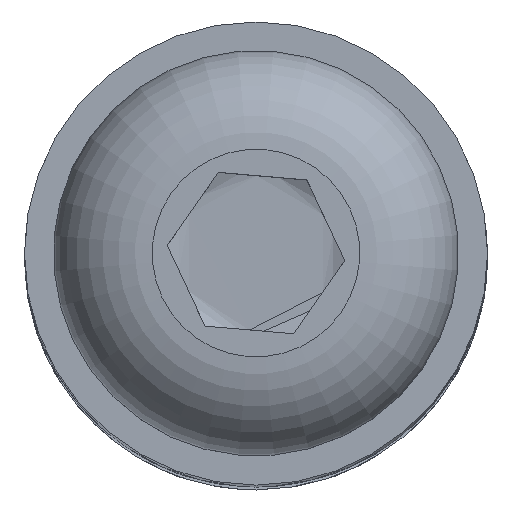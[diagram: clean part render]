
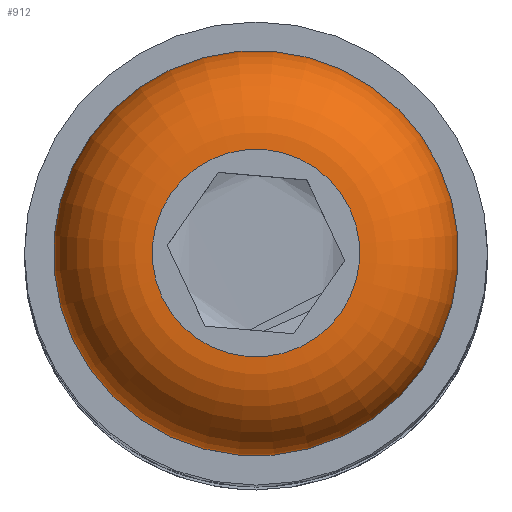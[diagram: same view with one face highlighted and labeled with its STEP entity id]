
A CAD part, top view. The second image highlights one B-rep face of the part: STEP entity #912.
In plain terms, the highlighted toroidal (fillet/blend) face has major radius 2.69 mm and minor radius 2.56 mm.
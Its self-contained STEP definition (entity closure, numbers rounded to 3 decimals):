
#62=TOROIDAL_SURFACE('',#1120,2.69,2.56);
#156=FACE_OUTER_BOUND('',#213,.T.);
#213=EDGE_LOOP('',(#700,#701,#702,#703,#704,#705,#706));
#377=CIRCLE('',#1121,5.25);
#378=CIRCLE('',#1122,5.25);
#379=CIRCLE('',#1123,2.56);
#380=CIRCLE('',#1124,2.69);
#381=CIRCLE('',#1125,2.69);
#382=CIRCLE('',#1126,5.25);
#434=VERTEX_POINT('',#1565);
#435=VERTEX_POINT('',#1566);
#436=VERTEX_POINT('',#1568);
#437=VERTEX_POINT('',#1570);
#438=VERTEX_POINT('',#1572);
#538=EDGE_CURVE('',#434,#435,#377,.T.);
#539=EDGE_CURVE('',#435,#436,#378,.T.);
#540=EDGE_CURVE('',#436,#437,#379,.T.);
#541=EDGE_CURVE('',#437,#438,#380,.T.);
#542=EDGE_CURVE('',#438,#437,#381,.T.);
#543=EDGE_CURVE('',#436,#434,#382,.T.);
#700=ORIENTED_EDGE('',*,*,#538,.T.);
#701=ORIENTED_EDGE('',*,*,#539,.T.);
#702=ORIENTED_EDGE('',*,*,#540,.T.);
#703=ORIENTED_EDGE('',*,*,#541,.T.);
#704=ORIENTED_EDGE('',*,*,#542,.T.);
#705=ORIENTED_EDGE('',*,*,#540,.F.);
#706=ORIENTED_EDGE('',*,*,#543,.T.);
#912=ADVANCED_FACE('',(#156),#62,.T.);
#1120=AXIS2_PLACEMENT_3D('',#1564,#1294,#1295);
#1121=AXIS2_PLACEMENT_3D('',#1567,#1296,#1297);
#1122=AXIS2_PLACEMENT_3D('',#1569,#1298,#1299);
#1123=AXIS2_PLACEMENT_3D('',#1571,#1300,#1301);
#1124=AXIS2_PLACEMENT_3D('',#1573,#1302,#1303);
#1125=AXIS2_PLACEMENT_3D('',#1574,#1304,#1305);
#1126=AXIS2_PLACEMENT_3D('',#1575,#1306,#1307);
#1294=DIRECTION('center_axis',(1.,0.,0.));
#1295=DIRECTION('ref_axis',(0.,0.,-1.));
#1296=DIRECTION('center_axis',(-1.,0.,0.));
#1297=DIRECTION('ref_axis',(0.,-1.,0.));
#1298=DIRECTION('center_axis',(-1.,0.,0.));
#1299=DIRECTION('ref_axis',(0.,-1.,0.));
#1300=DIRECTION('center_axis',(0.,-1.,0.));
#1301=DIRECTION('ref_axis',(0.,0.,1.));
#1302=DIRECTION('center_axis',(1.,0.,0.));
#1303=DIRECTION('ref_axis',(0.,-1.,0.));
#1304=DIRECTION('center_axis',(1.,0.,0.));
#1305=DIRECTION('ref_axis',(0.,-1.,0.));
#1306=DIRECTION('center_axis',(-1.,0.,0.));
#1307=DIRECTION('ref_axis',(0.,-1.,0.));
#1564=CARTESIAN_POINT('Origin',(-0.74,0.,
0.));
#1565=CARTESIAN_POINT('',(-0.74,5.25,0.));
#1566=CARTESIAN_POINT('',(-0.74,-5.25,0.));
#1567=CARTESIAN_POINT('Origin',(-0.74,0.,
0.));
#1568=CARTESIAN_POINT('',(-0.74,0.,5.25));
#1569=CARTESIAN_POINT('Origin',(-0.74,0.,
0.));
#1570=CARTESIAN_POINT('',(-3.3,0.,2.69));
#1571=CARTESIAN_POINT('Origin',(-0.74,0.,
2.69));
#1572=CARTESIAN_POINT('',(-3.3,2.69,0.));
#1573=CARTESIAN_POINT('Origin',(-3.3,0.,0.));
#1574=CARTESIAN_POINT('Origin',(-3.3,0.,0.));
#1575=CARTESIAN_POINT('Origin',(-0.74,0.,
0.));
